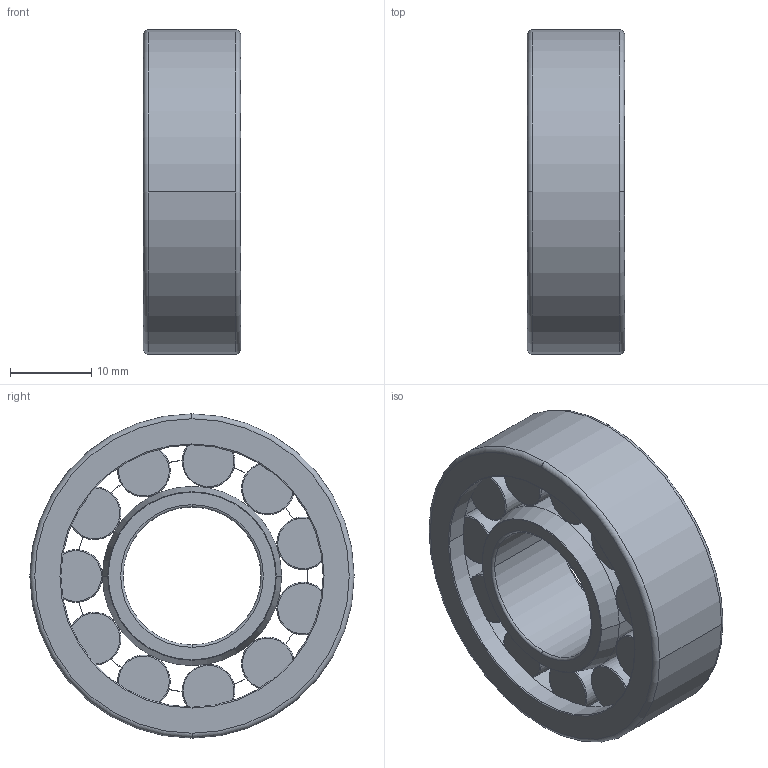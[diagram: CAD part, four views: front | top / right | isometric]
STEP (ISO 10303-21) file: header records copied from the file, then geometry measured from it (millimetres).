
FILE_DESCRIPTION(('STEP AP214'),'1');
FILE_NAME('skf_bearing_nu_203_ecp_2.stp','2026-02-12T12:51:48',('TraceParts'),('TraceParts S.A.S.'),'Spatial InterOp 3D',' ',' ');
FILE_SCHEMA(('AUTOMOTIVE_DESIGN { 1 0 10303 214 1 1 1 1 }'));
Length unit declared in the file: millimetre
Products named in the file (1): 1
Bounding box: 12 x 40 x 40 mm (x, y, z)
Volume: 8493.8 mm3; surface area: 7836.5 mm2
Topology: 3 solids, 3 shells, 148 faces, 408 edges, 288 vertices
Faces by surface type: torus 82, cylinder 34, plane 28, cone 4
Entity records: 5829 total; most frequent: CARTESIAN_POINT 1793, DIRECTION 948, ORIENTED_EDGE 816, AXIS2_PLACEMENT_3D 455, EDGE_CURVE 408, CIRCLE 304, VERTEX_POINT 288, EDGE_LOOP 176
